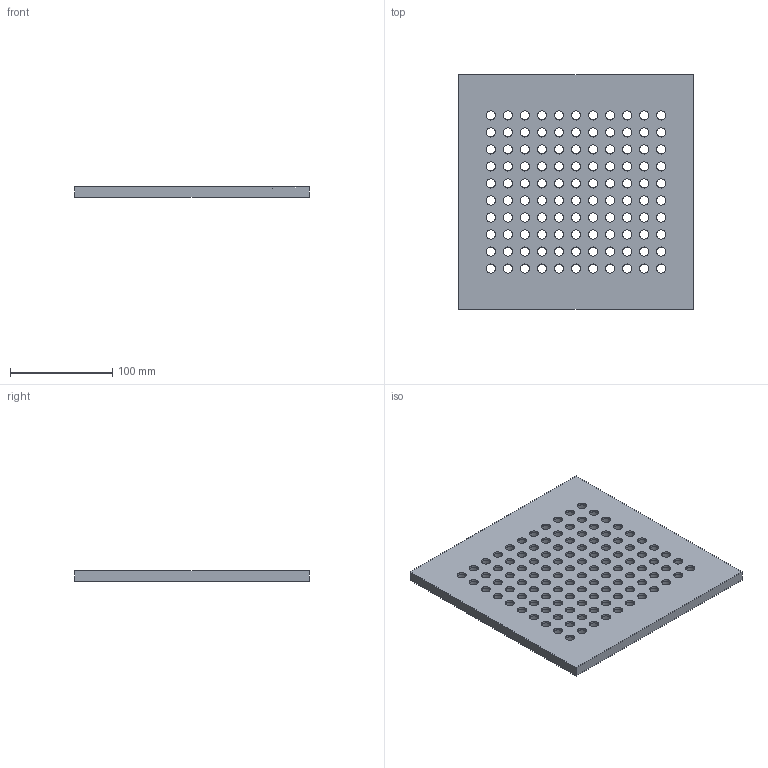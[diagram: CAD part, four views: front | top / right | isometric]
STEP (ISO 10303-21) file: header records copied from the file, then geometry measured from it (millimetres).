
FILE_DESCRIPTION(('FreeCAD Model'),'2;1');
FILE_NAME('LED-Matrix-V01.step','2016-10-04T19:38:49',('FreeCAD'),('FreeCAD'), 'Open CASCADE STEP processor 6.7','FreeCAD','Unknown');
FILE_SCHEMA(('AUTOMOTIVE_DESIGN_CC2 { 1 2 10303 214 -1 1 5 4 }'));
Length unit declared in the file: millimetre
Products named in the file (1): Cut001
Bounding box: 230 x 230 x 10 mm (x, y, z)
Volume: 359495.4 mm3; surface area: 148693.6 mm2
Topology: 1 solids, 1 shells, 336 faces, 672 edges, 448 vertices
Faces by surface type: cylinder 220, plane 116
Full cylindrical faces by diameter (mm): 9 x110, 15 x110
Entity records: 18149 total; most frequent: DIRECTION 3126, CARTESIAN_POINT 2805, ORIENTED_EDGE 1344, PCURVE 1344, DEFINITIONAL_REPRESENTATION 1344, LINE 1132, VECTOR 1132, CIRCLE 880
